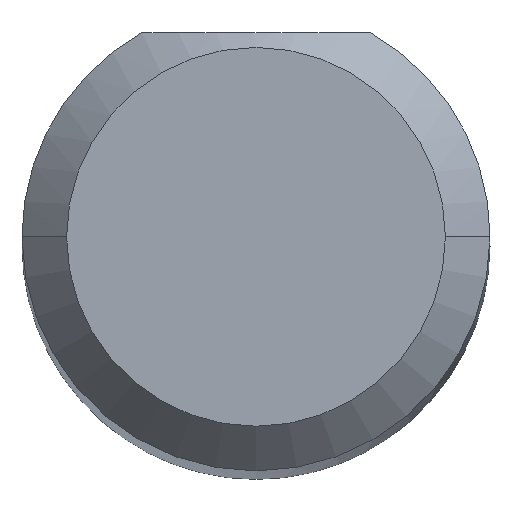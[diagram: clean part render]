
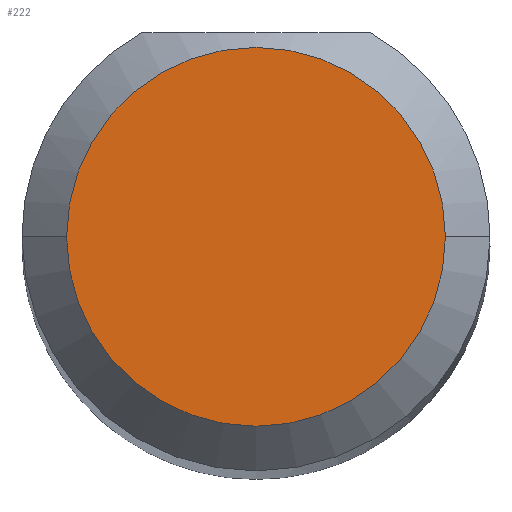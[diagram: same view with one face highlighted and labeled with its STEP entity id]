
A CAD part, top view. The second image highlights one B-rep face of the part: STEP entity #222.
In plain terms, the highlighted planar face has unit normal (0, 0, 1).
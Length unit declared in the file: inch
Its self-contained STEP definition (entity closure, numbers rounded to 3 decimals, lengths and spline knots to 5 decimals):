
#19 = CARTESIAN_POINT ( 'NONE',  ( 0., 0., 1.9685 ) ) ;
#23 = DIRECTION ( 'NONE',  ( 1., 0., 0. ) ) ;
#86 = EDGE_CURVE ( 'NONE', #473, #369, #93, .T. ) ;
#88 = DIRECTION ( 'NONE',  ( 0., 0., 1. ) ) ;
#93 = CIRCLE ( 'NONE', #273, 0.06374 ) ;
#115 = EDGE_LOOP ( 'NONE', ( #435, #444 ) ) ;
#132 = CIRCLE ( 'NONE', #518, 0.06374 ) ;
#222 = ADVANCED_FACE ( 'NONE', ( #234 ), #274, .T. ) ;
#230 = CARTESIAN_POINT ( 'NONE',  ( 0., 0., 1.9685 ) ) ;
#232 = DIRECTION ( 'NONE',  ( 0., 0., 1. ) ) ;
#234 = FACE_OUTER_BOUND ( 'NONE', #115, .T. ) ;
#268 = EDGE_CURVE ( 'NONE', #369, #473, #132, .T. ) ;
#273 = AXIS2_PLACEMENT_3D ( 'NONE', #501, #88, #341 ) ;
#274 = PLANE ( 'NONE',  #457 ) ;
#341 = DIRECTION ( 'NONE',  ( 1., 0., 0. ) ) ;
#348 = DIRECTION ( 'NONE',  ( 1., 0., 0. ) ) ;
#369 = VERTEX_POINT ( 'NONE', #404 ) ;
#397 = DIRECTION ( 'NONE',  ( 0., 0., 1. ) ) ;
#404 = CARTESIAN_POINT ( 'NONE',  ( 0.06374, 0., 1.9685 ) ) ;
#435 = ORIENTED_EDGE ( 'NONE', *, *, #86, .T. ) ;
#444 = ORIENTED_EDGE ( 'NONE', *, *, #268, .T. ) ;
#457 = AXIS2_PLACEMENT_3D ( 'NONE', #19, #397, #348 ) ;
#473 = VERTEX_POINT ( 'NONE', #497 ) ;
#497 = CARTESIAN_POINT ( 'NONE',  ( -0.06374, 0., 1.9685 ) ) ;
#501 = CARTESIAN_POINT ( 'NONE',  ( 0., 0., 1.9685 ) ) ;
#518 = AXIS2_PLACEMENT_3D ( 'NONE', #230, #232, #23 ) ;
